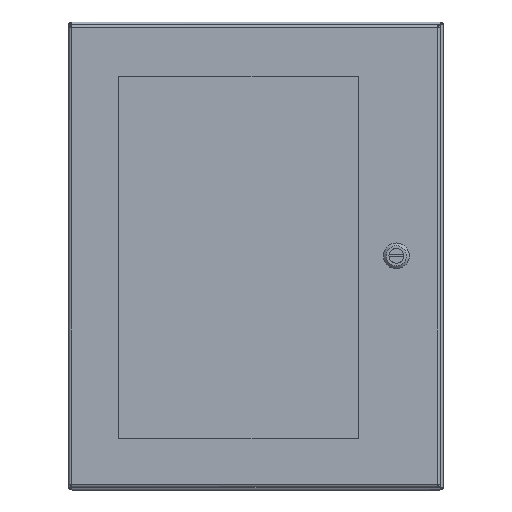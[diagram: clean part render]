
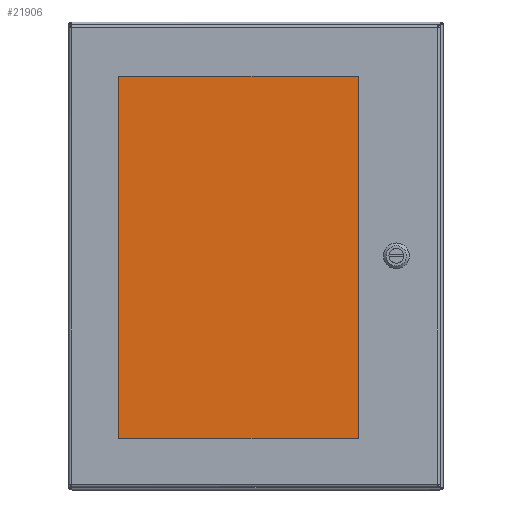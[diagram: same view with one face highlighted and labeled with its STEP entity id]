
A CAD part, top view. The second image highlights one B-rep face of the part: STEP entity #21906.
In plain terms, the highlighted planar face has unit normal (0, 0, 1).
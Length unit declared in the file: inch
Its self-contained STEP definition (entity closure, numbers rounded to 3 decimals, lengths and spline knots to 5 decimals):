
#21764=CARTESIAN_POINT('',(0.0,0.0,0.25));
#21765=VERTEX_POINT('',#21764);
#21766=CARTESIAN_POINT('',(0.,16.5,0.25));
#21767=VERTEX_POINT('',#21766);
#21768=CARTESIAN_POINT('',(0.,0.0,0.25));
#21769=DIRECTION('',(0.0,1.0,0.0));
#21770=VECTOR('',#21769,16.5);
#21771=LINE('',#21768,#21770);
#21772=EDGE_CURVE('',#21765,#21767,#21771,.T.);
#21804=CARTESIAN_POINT('',(11.25,16.5,0.25));
#21805=VERTEX_POINT('',#21804);
#21806=CARTESIAN_POINT('',(0.,16.5,0.25));
#21807=DIRECTION('',(1.0,0.0,0.0));
#21808=VECTOR('',#21807,11.25);
#21809=LINE('',#21806,#21808);
#21810=EDGE_CURVE('',#21767,#21805,#21809,.T.);
#21835=CARTESIAN_POINT('',(11.25,0.,0.25));
#21836=VERTEX_POINT('',#21835);
#21837=CARTESIAN_POINT('',(11.25,16.5,0.25));
#21838=DIRECTION('',(0.0,-1.0,0.0));
#21839=VECTOR('',#21838,16.5);
#21840=LINE('',#21837,#21839);
#21841=EDGE_CURVE('',#21805,#21836,#21840,.T.);
#21866=CARTESIAN_POINT('',(11.25,0.,0.25));
#21867=DIRECTION('',(-1.0,0.0,0.0));
#21868=VECTOR('',#21867,11.25);
#21869=LINE('',#21866,#21868);
#21870=EDGE_CURVE('',#21836,#21765,#21869,.T.);
#21895=CARTESIAN_POINT('',(5.625,8.25,0.25));
#21896=DIRECTION('',(0.0,0.0,1.0));
#21897=DIRECTION('',(1.0,0.0,0.0));
#21898=AXIS2_PLACEMENT_3D('',#21895,#21896,#21897);
#21899=PLANE('',#21898);
#21900=ORIENTED_EDGE('',*,*,#21772,.F.);
#21901=ORIENTED_EDGE('',*,*,#21870,.F.);
#21902=ORIENTED_EDGE('',*,*,#21841,.F.);
#21903=ORIENTED_EDGE('',*,*,#21810,.F.);
#21904=EDGE_LOOP('',(#21900,#21901,#21902,#21903));
#21905=FACE_OUTER_BOUND('',#21904,.T.);
#21906=ADVANCED_FACE('',(#21905),#21899,.T.);
